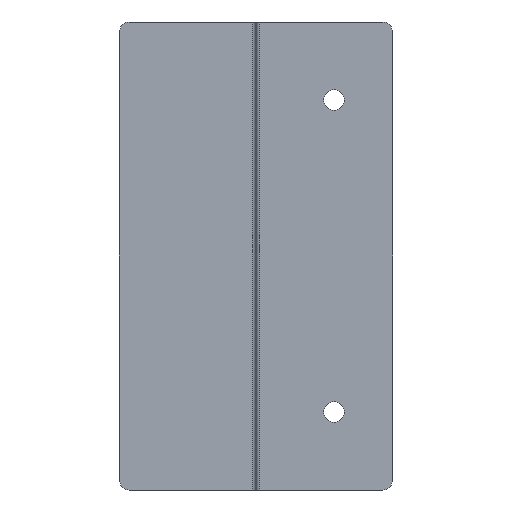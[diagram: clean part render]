
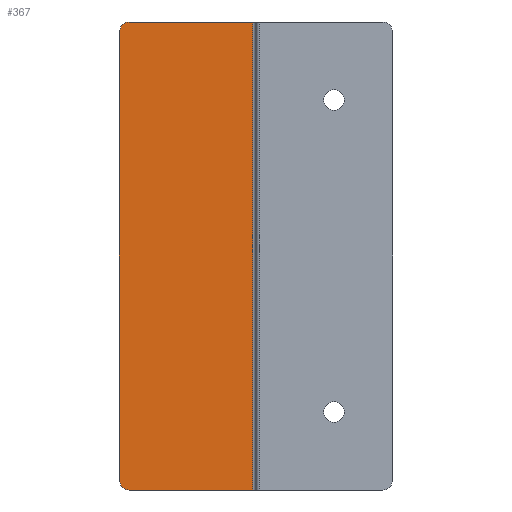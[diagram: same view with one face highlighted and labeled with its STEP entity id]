
A CAD part, left-side view. The second image highlights one B-rep face of the part: STEP entity #367.
In plain terms, the highlighted planar face has unit normal (-1, 0, 0).
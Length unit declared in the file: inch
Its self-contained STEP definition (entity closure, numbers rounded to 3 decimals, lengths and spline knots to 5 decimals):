
#35=FACE_OUTER_BOUND('',#55,.T.);
#55=EDGE_LOOP('',(#275,#276,#277,#278,#279,#280));
#82=CIRCLE('',#398,0.125);
#84=CIRCLE('',#402,0.125);
#104=LINE('',#570,#136);
#111=LINE('',#592,#143);
#112=LINE('',#594,#144);
#113=LINE('',#595,#145);
#136=VECTOR('',#450,1.584);
#143=VECTOR('',#473,5.75);
#144=VECTOR('',#474,6.);
#145=VECTOR('',#475,1.584);
#161=VERTEX_POINT('',#547);
#172=VERTEX_POINT('',#568);
#174=VERTEX_POINT('',#574);
#178=VERTEX_POINT('',#586);
#179=VERTEX_POINT('',#587);
#180=VERTEX_POINT('',#593);
#208=EDGE_CURVE('',#172,#161,#104,.T.);
#210=EDGE_CURVE('',#161,#174,#82,.T.);
#216=EDGE_CURVE('',#178,#179,#84,.T.);
#219=EDGE_CURVE('',#178,#174,#111,.T.);
#220=EDGE_CURVE('',#172,#180,#112,.T.);
#221=EDGE_CURVE('',#180,#179,#113,.T.);
#275=ORIENTED_EDGE('',*,*,#216,.F.);
#276=ORIENTED_EDGE('',*,*,#219,.T.);
#277=ORIENTED_EDGE('',*,*,#210,.F.);
#278=ORIENTED_EDGE('',*,*,#208,.F.);
#279=ORIENTED_EDGE('',*,*,#220,.T.);
#280=ORIENTED_EDGE('',*,*,#221,.T.);
#355=PLANE('',#403);
#367=ADVANCED_FACE('',(#35),#355,.T.);
#398=AXIS2_PLACEMENT_3D('',#575,#455,#456);
#402=AXIS2_PLACEMENT_3D('',#588,#467,#468);
#403=AXIS2_PLACEMENT_3D('',#591,#471,#472);
#450=DIRECTION('',(0.,1.,0.));
#455=DIRECTION('center_axis',(1.,0.,0.));
#456=DIRECTION('ref_axis',(0.,0.,-1.));
#467=DIRECTION('center_axis',(1.,0.,0.));
#468=DIRECTION('ref_axis',(0.,1.,0.));
#471=DIRECTION('center_axis',(-1.,0.,0.));
#472=DIRECTION('ref_axis',(0.,-1.,0.));
#473=DIRECTION('',(0.,0.,-1.));
#474=DIRECTION('',(0.,0.,1.));
#475=DIRECTION('',(0.,1.,0.));
#547=CARTESIAN_POINT('',(1.75,3.375,-3.));
#568=CARTESIAN_POINT('',(1.75,1.791,-3.));
#570=CARTESIAN_POINT('',(1.75,1.791,-3.));
#574=CARTESIAN_POINT('',(1.75,3.5,-2.875));
#575=CARTESIAN_POINT('Origin',(1.75,3.375,-2.875));
#586=CARTESIAN_POINT('',(1.75,3.5,2.875));
#587=CARTESIAN_POINT('',(1.75,3.375,3.));
#588=CARTESIAN_POINT('Origin',(1.75,3.375,2.875));
#591=CARTESIAN_POINT('Origin',(1.75,3.5,-3.));
#592=CARTESIAN_POINT('',(1.75,3.5,2.875));
#593=CARTESIAN_POINT('',(1.75,1.791,3.));
#594=CARTESIAN_POINT('',(1.75,1.791,-3.));
#595=CARTESIAN_POINT('',(1.75,1.791,3.));
